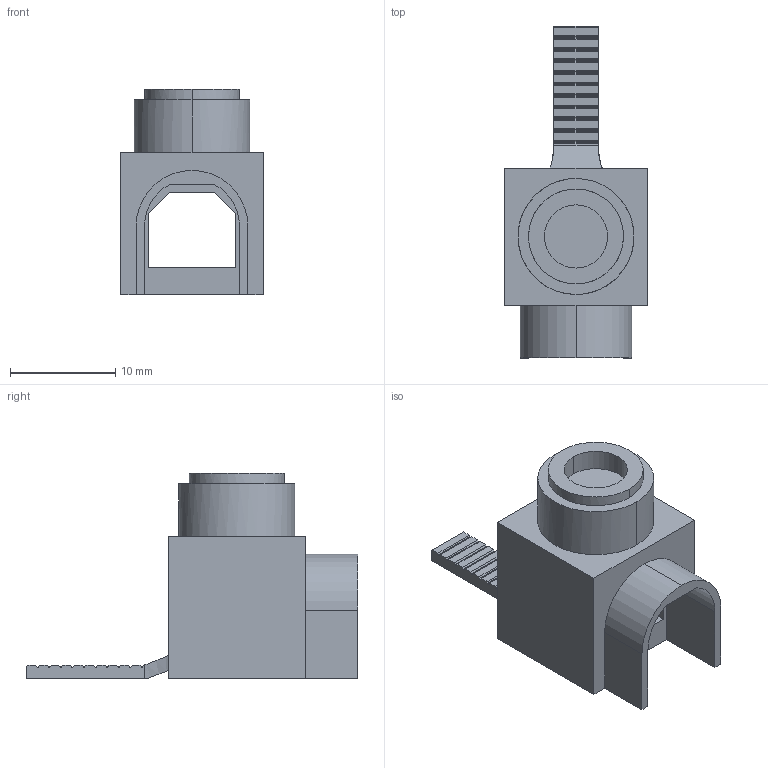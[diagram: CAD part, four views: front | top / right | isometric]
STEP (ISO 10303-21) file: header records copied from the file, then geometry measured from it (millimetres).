
FILE_DESCRIPTION(('CATIA V5 STEP Exchange','CAx-IF Rec.Pracs.--- Model Styling and Organization---1.4--- 2014-01-23'),'2;1');
FILE_NAME ('736138-2_0_2659060000_2659060000.stp','2024-02-01T07:32:21+00:00',('none'),('Weidmueller'),'CATIA Version 5-6 Release 2016 SP3 HF44','CATIA V5 STEP AP214','none');
FILE_SCHEMA(('AUTOMOTIVE_DESIGN { 1 0 10303 214 1 1 1 1 }'));
Length unit declared in the file: millimetre
Products named in the file (1): 2659060000
Bounding box: 13.5 x 31.5 x 19.5 mm (x, y, z)
Volume: 2170.2 mm3; surface area: 2925.8 mm2
Topology: 2 solids, 2 shells, 108 faces, 314 edges, 213 vertices
Faces by surface type: plane 70, cylinder 36, bspline 2
Entity records: 3677 total; most frequent: CARTESIAN_POINT 877, ORIENTED_EDGE 628, DIRECTION 479, EDGE_CURVE 314, VECTOR 217, LINE 217, VERTEX_POINT 213, AXIS2_PLACEMENT_3D 165
